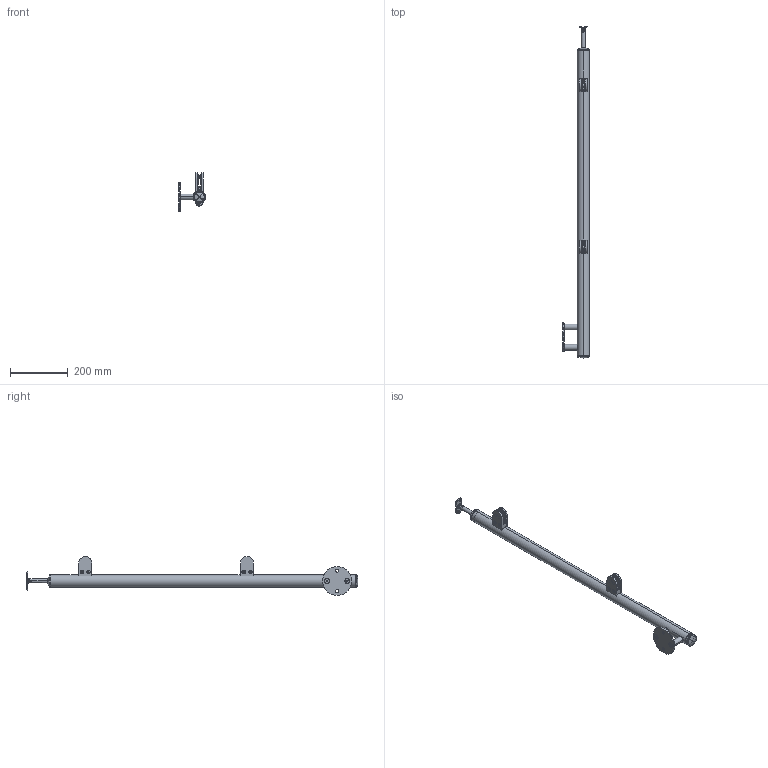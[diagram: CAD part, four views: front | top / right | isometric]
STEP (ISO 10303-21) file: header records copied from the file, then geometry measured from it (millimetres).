
FILE_DESCRIPTION (( 'STEP AP203' ), '1' );
FILE_NAME ('A-BR100-2GL.STEP', '2021-10-13T07:37:53', ( '' ), ( '' ), 'SwSTEP 2.0', 'SolidWorks 2019', '' );
FILE_SCHEMA (( 'CONFIG_CONTROL_DESIGN' ));
Length unit declared in the file: millimetre
Products named in the file (20): A-2200-042-tesnenie; A19-22-008; A-2200-042 P2; A-BR100-2GL; M6x10; Distanc; Platnicka_R; A-0718-242_UP2 E1; A_0718_242_UP E1; A_BR100_2GL_M8_TUBE; screw_din_7991-m8x70; A-2200-042 P3; screw_iso_10642-m6x15-8_8; Piruba; A-2200-042 P4; A-2200-042 P1; A-0718-242_UP1 E1; A6_021_6_A; A-5729-242
Assembly tree (31 placements, depth 3):
  A-BR100-2GL
    A_0718_242_UP E1
      A-0718-242_UP2 E1
      A-0718-242_UP1 E1
      M6x10
    A6_021_6_A
      Platnicka_R
      screw_din_7991-m8x70  x2
      Distanc  x2
      Piruba
    A-2200-042-tesnenie
      screw_iso_10642-m6x15-8_8  x2
      A-2200-042 P4
      A-2200-042 P3
      A-2200-042 P2
      A-2200-042 P1
      A19-22-008  x2
    A-2200-042-tesnenie
      screw_iso_10642-m6x15-8_8  x2
      A-2200-042 P4
      A-2200-042 P3
      A-2200-042 P2
      A-2200-042 P1
      A19-22-008  x2
    A_BR100_2GL_M8_TUBE
    A-5729-242
Bounding box: 92.9 x 1145.58 x 134.2 mm (x, y, z)
Volume: 457183.2 mm3; surface area: 381416.9 mm2
Topology: 27 solids, 27 shells, 1780 faces, 4514 edges, 2805 vertices
Faces by surface type: cylinder 688, plane 677, torus 193, bspline 122, cone 72, sphere 28
Entity records: 39759 total; most frequent: CARTESIAN_POINT 12496, ORIENTED_EDGE 5450, DIRECTION 4920, EDGE_CURVE 2725, AXIS2_PLACEMENT_3D 1912, VERTEX_POINT 1735, EDGE_LOOP 1118, LINE 1096
